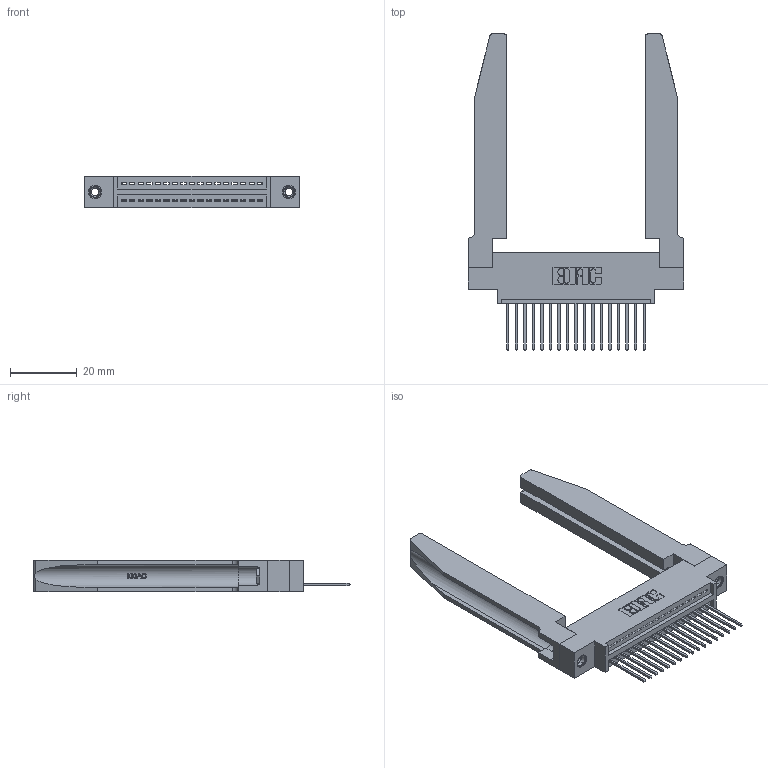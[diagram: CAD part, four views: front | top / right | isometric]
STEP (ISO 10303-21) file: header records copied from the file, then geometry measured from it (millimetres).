
FILE_DESCRIPTION (( 'STEP AP203' ), '1' );
FILE_NAME ('395-017-540-678.STEP', '2019-10-17T14:34:55', ( '' ), ( '' ), 'SwSTEP 2.0', 'SolidWorks 2016', '' );
FILE_SCHEMA (( 'CONFIG_CONTROL_DESIGN' ));
Length unit declared in the file: inch
Products named in the file (5): 345-220-078_345-220-078; 345-292-001_345-293-140; 345-250-001_345-250-001-102; 345 Part_0.170 Offset - 0.156 Dia-TH; 395-017-540-678
Assembly tree (22 placements, depth 2):
  395-017-540-678
    345 Part_0.170 Offset - 0.156 Dia-TH
    345-292-001_345-293-140  x17
    345-250-001_345-250-001-102  x2
    345-220-078_345-220-078  x2
Bounding box: 64.41 x 94.41 x 9.4 mm (x, y, z)
Volume: 13593.5 mm3; surface area: 14536.2 mm2
Topology: 22 solids, 22 shells, 1350 faces, 3953 edges, 2602 vertices
Faces by surface type: plane 906, cylinder 392, bspline 36, cone 12, torus 4
Entity records: 21050 total; most frequent: CARTESIAN_POINT 4546, ORIENTED_EDGE 3394, DIRECTION 3013, EDGE_CURVE 1697, VECTOR 1403, LINE 1403, VERTEX_POINT 1124, AXIS2_PLACEMENT_3D 805
